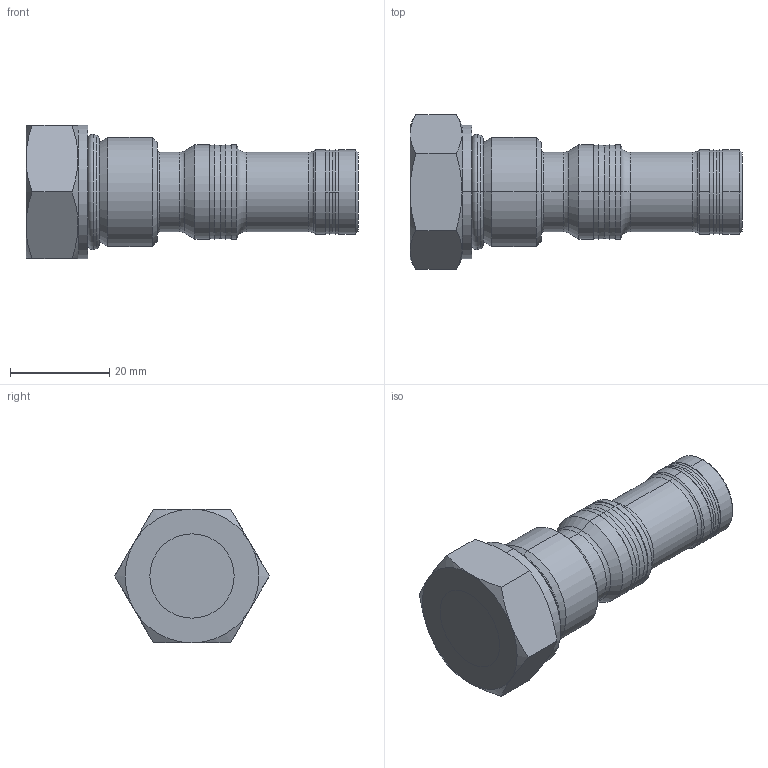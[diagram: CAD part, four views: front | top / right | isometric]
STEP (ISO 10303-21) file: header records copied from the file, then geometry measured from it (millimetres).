
FILE_DESCRIPTION (( 'STEP AP214' ), '1' );
FILE_NAME ('601.022_Kunde.STEP', '2017-03-15T08:51:31', ( 'User' ), ( '' ), 'SwSTEP 2.0', 'SolidWorks 2016', '' );
FILE_SCHEMA (( 'AUTOMOTIVE_DESIGN' ));
Length unit declared in the file: millimetre
Products named in the file (1): 601.022_Kunde
Bounding box: 67 x 31.18 x 27 mm (x, y, z)
Volume: 22211 mm3; surface area: 5838.7 mm2
Topology: 1 solids, 1 shells, 97 faces, 196 edges, 108 vertices
Faces by surface type: cone 40, torus 24, cylinder 18, plane 15
Entity records: 2966 total; most frequent: CARTESIAN_POINT 546, DIRECTION 488, ORIENTED_EDGE 392, AXIS2_PLACEMENT_3D 218, EDGE_CURVE 196, CIRCLE 120, VERTEX_POINT 108, EDGE_LOOP 104
